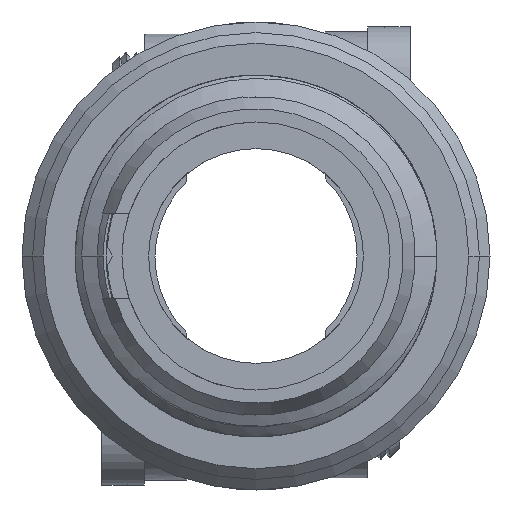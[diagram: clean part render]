
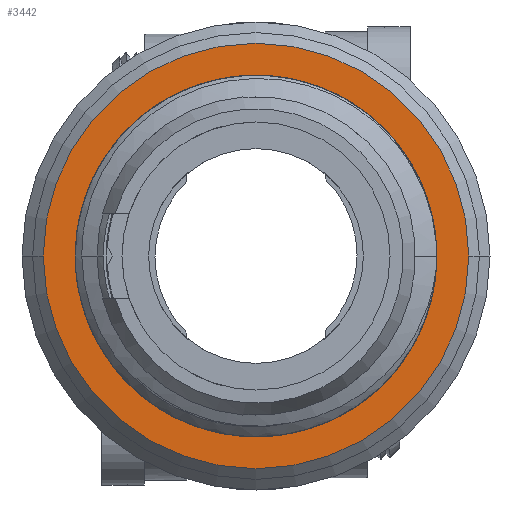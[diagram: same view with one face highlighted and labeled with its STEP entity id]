
A CAD part, left-side view. The second image highlights one B-rep face of the part: STEP entity #3442.
In plain terms, the highlighted planar face has unit normal (-1, 0, 0).
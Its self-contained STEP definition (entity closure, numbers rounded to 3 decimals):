
#852=CARTESIAN_POINT('',(7.,11.,-11.));
#853=DIRECTION('',(1.,0.,0.));
#854=DIRECTION('',(0.,1.,0.));
#855=AXIS2_PLACEMENT_3D('',#852,#853,#854);
#857=CARTESIAN_POINT('',(7.,11.,-11.));
#858=DIRECTION('',(-1.,0.,0.));
#859=DIRECTION('',(0.,1.,0.));
#860=AXIS2_PLACEMENT_3D('',#857,#858,#859);
#870=CARTESIAN_POINT('',(7.,11.,-11.));
#871=DIRECTION('',(-1.,0.,0.));
#872=DIRECTION('',(0.,1.,0.));
#873=AXIS2_PLACEMENT_3D('',#870,#871,#872);
#875=CARTESIAN_POINT('',(7.,11.,-11.));
#876=DIRECTION('',(1.,0.,0.));
#877=DIRECTION('',(0.,1.,0.));
#878=AXIS2_PLACEMENT_3D('',#875,#876,#877);
#2163=CARTESIAN_POINT('',(7.,21.,-11.));
#2164=VERTEX_POINT('',#2163);
#2165=CARTESIAN_POINT('',(7.,18.75,-11.));
#2167=VERTEX_POINT('',#2165);
#2185=CARTESIAN_POINT('',(7.,1.,-11.));
#2186=VERTEX_POINT('',#2185);
#2187=CARTESIAN_POINT('',(7.,3.25,-11.));
#2189=VERTEX_POINT('',#2187);
#3427=CARTESIAN_POINT('',(7.,11.,-11.));
#3428=DIRECTION('',(1.,0.,0.));
#3429=DIRECTION('',(0.,-1.,0.));
#3430=AXIS2_PLACEMENT_3D('',#3427,#3428,#3429);
#3431=PLANE('260',#3430);
#3432=ORIENTED_EDGE('569',*,*,#3422,.T.);
#3433=ORIENTED_EDGE('582',*,*,#3406,.F.);
#3434=EDGE_LOOP('260',(#3432,#3433));
#3435=FACE_OUTER_BOUND('260',#3434,.F.);
#3437=ORIENTED_EDGE('583',*,*,#3436,.T.);
#3439=ORIENTED_EDGE('570',*,*,#3438,.F.);
#3440=EDGE_LOOP('260',(#3437,#3439));
#3441=FACE_BOUND('260',#3440,.F.);
#856=CIRCLE('569',#855,10.);
#861=CIRCLE('582',#860,10.);
#874=CIRCLE('583',#873,7.75);
#879=CIRCLE('570',#878,7.75);
#3406=EDGE_CURVE('582',#2164,#2186,#861,.T.);
#3422=EDGE_CURVE('569',#2164,#2186,#856,.T.);
#3436=EDGE_CURVE('583',#2167,#2189,#874,.T.);
#3438=EDGE_CURVE('570',#2167,#2189,#879,.T.);
#3442=ADVANCED_FACE('260',(#3435,#3441),#3431,.F.);
